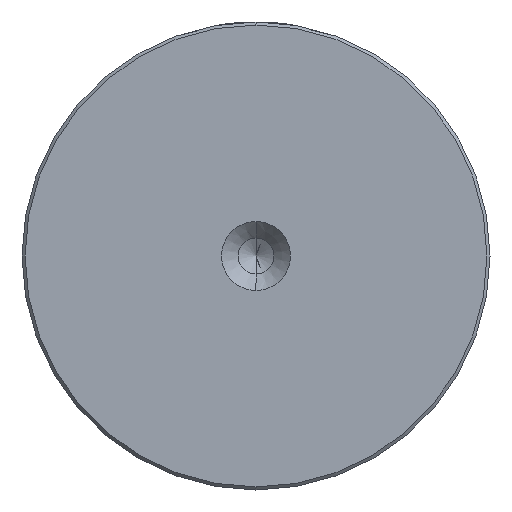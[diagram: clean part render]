
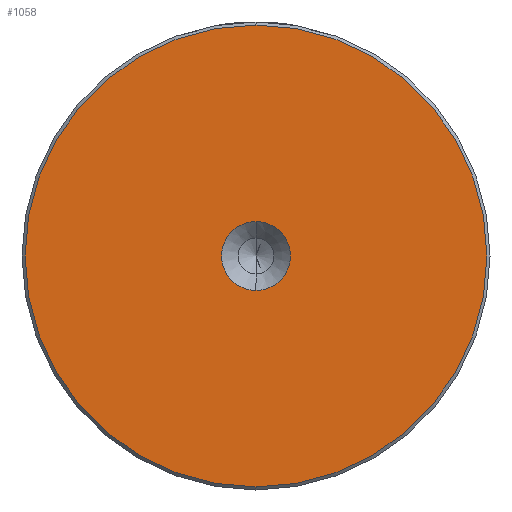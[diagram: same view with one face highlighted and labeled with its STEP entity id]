
A CAD part, left-side view. The second image highlights one B-rep face of the part: STEP entity #1058.
In plain terms, the highlighted planar face has unit normal (-1, 0, 0).
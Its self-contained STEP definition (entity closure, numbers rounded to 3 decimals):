
#43 = DIRECTION ( 'NONE',  ( 0., 0., 1. ) ) ;
#146 = DIRECTION ( 'NONE',  ( -1., 0., 0. ) ) ;
#179 = CARTESIAN_POINT ( 'NONE',  ( 0., 0., 0. ) ) ;
#205 = CARTESIAN_POINT ( 'NONE',  ( 0., 0., 0. ) ) ;
#235 = DIRECTION ( 'NONE',  ( -1., 0., 0. ) ) ;
#247 = DIRECTION ( 'NONE',  ( 0., 0., 1. ) ) ;
#277 = CARTESIAN_POINT ( 'NONE',  ( 0., 0., 0. ) ) ;
#366 = EDGE_CURVE ( 'NONE', #2243, #2444, #1378, .T. ) ;
#469 = PLANE ( 'NONE',  #758 ) ;
#483 = DIRECTION ( 'NONE',  ( 0., 0., 1. ) ) ;
#514 = CARTESIAN_POINT ( 'NONE',  ( 0., 0., 37.5 ) ) ;
#670 = AXIS2_PLACEMENT_3D ( 'NONE', #179, #235, #247 ) ;
#688 = EDGE_CURVE ( 'NONE', #1977, #1490, #1428, .T. ) ;
#758 = AXIS2_PLACEMENT_3D ( 'NONE', #205, #146, #43 ) ;
#773 = DIRECTION ( 'NONE',  ( 0., 0., 1. ) ) ;
#781 = DIRECTION ( 'NONE',  ( -1., 0., 0. ) ) ;
#810 = EDGE_CURVE ( 'NONE', #2444, #2243, #1582, .T. ) ;
#859 = ORIENTED_EDGE ( 'NONE', *, *, #810, .F. ) ;
#899 = CIRCLE ( 'NONE', #1770, 37.5 ) ;
#955 = CARTESIAN_POINT ( 'NONE',  ( 0., 0., 0. ) ) ;
#984 = AXIS2_PLACEMENT_3D ( 'NONE', #955, #781, #773 ) ;
#1045 = EDGE_LOOP ( 'NONE', ( #2119, #859 ) ) ;
#1058 = ADVANCED_FACE ( 'NONE', ( #1621, #2099 ), #469, .T. ) ;
#1378 = CIRCLE ( 'NONE', #984, 5.6 ) ;
#1428 = CIRCLE ( 'NONE', #1798, 37.5 ) ;
#1429 = ORIENTED_EDGE ( 'NONE', *, *, #2478, .T. ) ;
#1490 = VERTEX_POINT ( 'NONE', #2449 ) ;
#1494 = CARTESIAN_POINT ( 'NONE',  ( 0., 0., -5.6 ) ) ;
#1535 = DIRECTION ( 'NONE',  ( 0., 0., 1. ) ) ;
#1582 = CIRCLE ( 'NONE', #670, 5.6 ) ;
#1614 = ORIENTED_EDGE ( 'NONE', *, *, #688, .T. ) ;
#1621 = FACE_OUTER_BOUND ( 'NONE', #1878, .T. ) ;
#1704 = DIRECTION ( 'NONE',  ( -1., 0., 0. ) ) ;
#1770 = AXIS2_PLACEMENT_3D ( 'NONE', #277, #1704, #483 ) ;
#1798 = AXIS2_PLACEMENT_3D ( 'NONE', #2155, #1951, #1535 ) ;
#1809 = CARTESIAN_POINT ( 'NONE',  ( 0., 0., 5.6 ) ) ;
#1878 = EDGE_LOOP ( 'NONE', ( #1429, #1614 ) ) ;
#1951 = DIRECTION ( 'NONE',  ( -1., 0., 0. ) ) ;
#1977 = VERTEX_POINT ( 'NONE', #514 ) ;
#2099 = FACE_BOUND ( 'NONE', #1045, .T. ) ;
#2119 = ORIENTED_EDGE ( 'NONE', *, *, #366, .F. ) ;
#2155 = CARTESIAN_POINT ( 'NONE',  ( 0., 0., 0. ) ) ;
#2243 = VERTEX_POINT ( 'NONE', #1809 ) ;
#2444 = VERTEX_POINT ( 'NONE', #1494 ) ;
#2449 = CARTESIAN_POINT ( 'NONE',  ( 0., 0., -37.5 ) ) ;
#2478 = EDGE_CURVE ( 'NONE', #1490, #1977, #899, .T. ) ;
